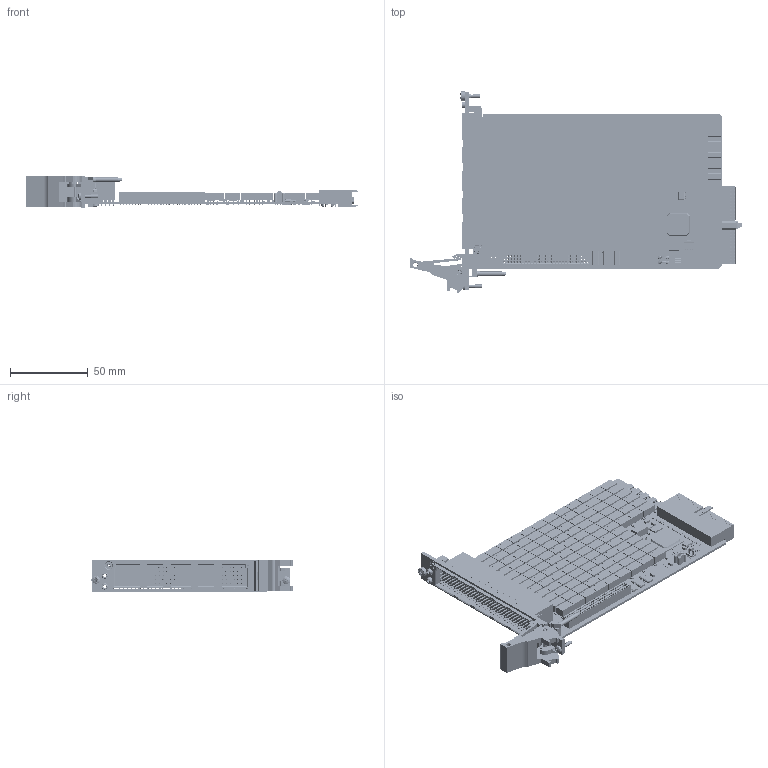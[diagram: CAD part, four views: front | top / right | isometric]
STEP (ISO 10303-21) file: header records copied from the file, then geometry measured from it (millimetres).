
FILE_DESCRIPTION (( 'STEP AP214' ), '1' );
FILE_NAME ('40-505-001 Efficient Matrix 42x4.STEP', '2013-08-27T14:40:10', ( 'admin' ), ( '' ), 'SwSTEP 2.0', 'SolidWorks 2012', '' );
FILE_SCHEMA (( 'AUTOMOTIVE_DESIGN' ));
Length unit declared in the file: millimetre
Products named in the file (1): 40-505-001  Efficient Matrix 42x4
Bounding box: 214.01 x 129.67 x 20 mm (x, y, z)
Surface area: 99255.9 mm2 (no closed solid volume)
Topology: 0 solids, 2354 shells, 8669 faces, 33239 edges, 25897 vertices
Faces by surface type: plane 6915, cylinder 1679, cone 28, torus 23, bspline 18, sphere 6
Full cylindrical faces by diameter (mm): 0.4 x1016, 0.5 x83, 0.6 x110, 0.65 x1, 0.656 x5, 0.75 x2, 0.8 x8, 1.496 x2, 2 x6, 2.05 x3, 2.5 x5, 2.52 x1, 2.6 x1, 2.8 x1, 3 x3, 4 x2, 4.594 x1, 4.603 x1, 4.7 x1, 5 x6, 5.3 x1, 6 x1
Entity records: 440470 total; most frequent: CARTESIAN_POINT 77498, DIRECTION 53659, ORIENTED_EDGE 43133, EDGE_CURVE 31834, VECTOR 25907, LINE 25907, VERTEX_POINT 25778, AXIS2_PLACEMENT_3D 13876
